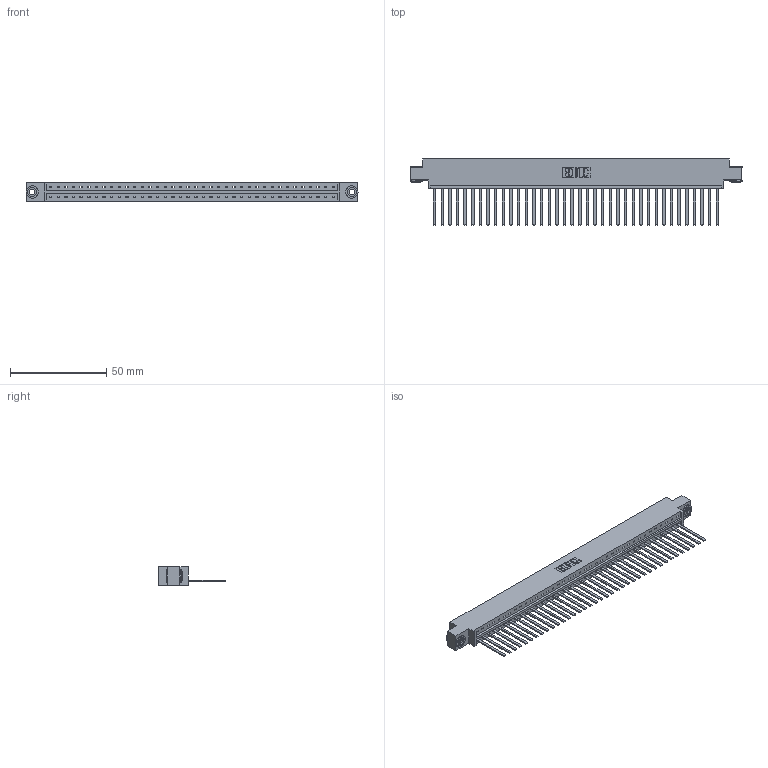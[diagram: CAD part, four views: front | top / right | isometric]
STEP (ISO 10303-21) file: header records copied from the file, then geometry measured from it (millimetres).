
FILE_DESCRIPTION (( 'STEP AP203' ), '1' );
FILE_NAME ('833-038-544-603.STEP', '2020-06-03T13:15:58', ( '' ), ( '' ), 'SwSTEP 2.0', 'SolidWorks 2020', '' );
FILE_SCHEMA (( 'CONFIG_CONTROL_DESIGN' ));
Length unit declared in the file: inch
Products named in the file (4): 833-038-544-603; 345-292-001_345-293-144; 833 Part_Offset - .156 Dia - TH; 345-250-002_345-250-002-102
Assembly tree (41 placements, depth 2):
  833-038-544-603
    833 Part_Offset - .156 Dia - TH
    345-292-001_345-293-144  x38
    345-250-002_345-250-002-102  x2
Bounding box: 172.11 x 34.3 x 9.4 mm (x, y, z)
Volume: 17516.4 mm3; surface area: 20782.9 mm2
Topology: 41 solids, 41 shells, 2132 faces, 6403 edges, 4214 vertices
Faces by surface type: plane 1528, cylinder 596, cone 8
Entity records: 24346 total; most frequent: CARTESIAN_POINT 4179, ORIENTED_EDGE 4146, DIRECTION 3563, EDGE_CURVE 2073, VECTOR 1925, LINE 1925, VERTEX_POINT 1378, AXIS2_PLACEMENT_3D 819
